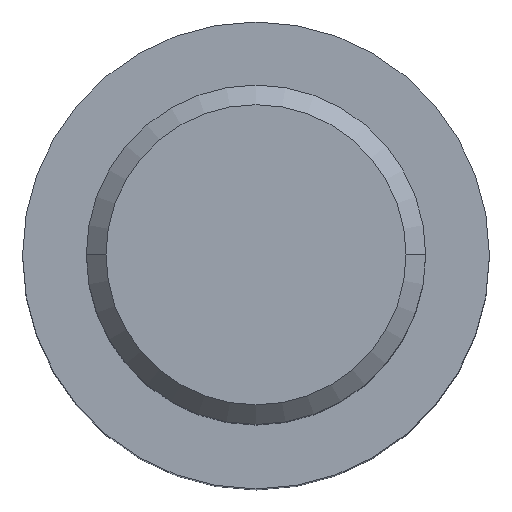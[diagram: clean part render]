
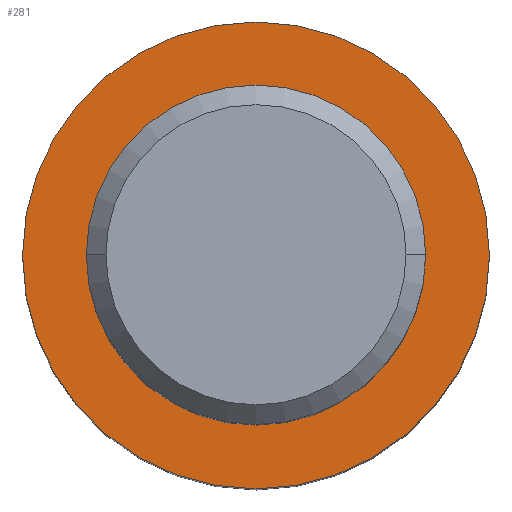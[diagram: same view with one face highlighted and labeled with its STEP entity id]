
A CAD part, top view. The second image highlights one B-rep face of the part: STEP entity #281.
In plain terms, the highlighted planar face has unit normal (0, 0, 1).
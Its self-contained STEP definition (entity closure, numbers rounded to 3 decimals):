
#66=CARTESIAN_POINT('',(0.,0.,26.));
#67=DIRECTION('',(0.,0.,-1.));
#68=DIRECTION('',(1.,0.,0.));
#69=AXIS2_PLACEMENT_3D('',#66,#67,#68);
#71=CARTESIAN_POINT('',(0.,0.,26.));
#72=DIRECTION('',(0.,0.,1.));
#73=DIRECTION('',(1.,0.,0.));
#74=AXIS2_PLACEMENT_3D('',#71,#72,#73);
#81=CARTESIAN_POINT('',(0.,0.,26.));
#82=DIRECTION('',(0.,0.,1.));
#83=DIRECTION('',(1.,0.,0.));
#84=AXIS2_PLACEMENT_3D('',#81,#82,#83);
#113=CARTESIAN_POINT('',(0.,0.,26.));
#114=DIRECTION('',(0.,0.,-1.));
#115=DIRECTION('',(1.,0.,0.));
#116=AXIS2_PLACEMENT_3D('',#113,#114,#115);
#123=CARTESIAN_POINT('',(5.95,0.,26.));
#125=VERTEX_POINT('',#123);
#127=CARTESIAN_POINT('',(-5.95,0.,26.));
#129=VERTEX_POINT('',#127);
#134=CARTESIAN_POINT('',(4.325,0.,26.));
#135=CARTESIAN_POINT('',(-4.325,0.,26.));
#136=VERTEX_POINT('',#134);
#137=VERTEX_POINT('',#135);
#266=CARTESIAN_POINT('',(0.,0.,26.));
#267=DIRECTION('',(0.,0.,1.));
#268=DIRECTION('',(1.,0.,0.));
#269=AXIS2_PLACEMENT_3D('',#266,#267,#268);
#270=PLANE('',#269);
#271=ORIENTED_EDGE('',*,*,#261,.T.);
#272=ORIENTED_EDGE('',*,*,#245,.F.);
#273=EDGE_LOOP('',(#271,#272));
#274=FACE_OUTER_BOUND('',#273,.F.);
#276=ORIENTED_EDGE('',*,*,#275,.T.);
#278=ORIENTED_EDGE('',*,*,#277,.F.);
#279=EDGE_LOOP('',(#276,#278));
#280=FACE_BOUND('',#279,.F.);
#281=ADVANCED_FACE('',(#274,#280),#270,.T.);
#70=CIRCLE('',#69,5.95);
#75=CIRCLE('',#74,5.95);
#85=CIRCLE('',#84,4.325);
#117=CIRCLE('',#116,4.325);
#245=EDGE_CURVE('',#125,#129,#75,.T.);
#261=EDGE_CURVE('',#125,#129,#70,.T.);
#275=EDGE_CURVE('',#136,#137,#85,.T.);
#277=EDGE_CURVE('',#136,#137,#117,.T.);
